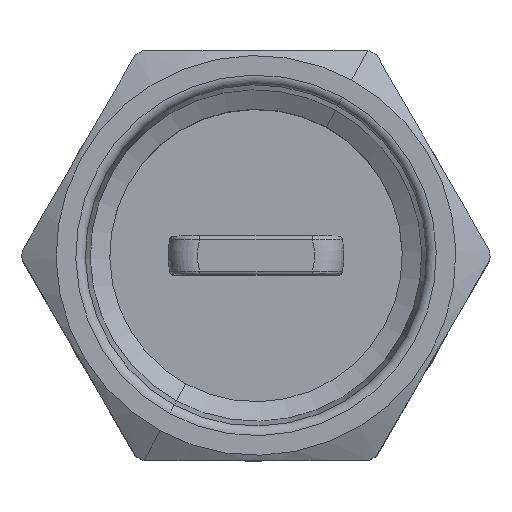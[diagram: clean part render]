
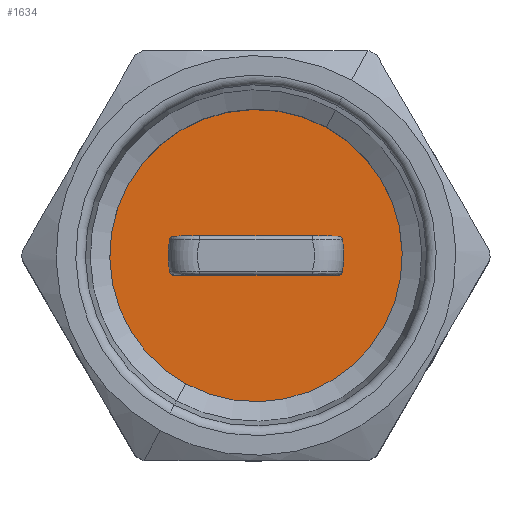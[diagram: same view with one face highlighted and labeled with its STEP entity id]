
A CAD part, top view. The second image highlights one B-rep face of the part: STEP entity #1634.
In plain terms, the highlighted planar face has unit normal (0, 0, 1).
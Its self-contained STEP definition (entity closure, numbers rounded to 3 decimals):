
#1000=CARTESIAN_POINT('Axis2P3D Location',(0.,0.,15.646)) ;
#1004=CARTESIAN_POINT('Vertex',(3.596,6.582,15.646)) ;
#1006=CARTESIAN_POINT('Vertex',(-3.596,-6.582,15.646)) ;
#1026=CARTESIAN_POINT('Axis2P3D Location',(0.,0.,15.646)) ;
#1493=CARTESIAN_POINT('Axis2P3D Location',(0.,0.,15.646)) ;
#1503=CARTESIAN_POINT('Control Point',(4.429,-0.836,15.646)) ;
#1504=CARTESIAN_POINT('Control Point',(4.427,-0.847,15.646)) ;
#1505=CARTESIAN_POINT('Control Point',(4.424,-0.858,15.646)) ;
#1506=CARTESIAN_POINT('Control Point',(4.42,-0.868,15.646)) ;
#1507=CARTESIAN_POINT('Control Point',(4.412,-0.889,15.646)) ;
#1508=CARTESIAN_POINT('Control Point',(4.4,-0.908,15.646)) ;
#1509=CARTESIAN_POINT('Control Point',(4.393,-0.918,15.646)) ;
#1510=CARTESIAN_POINT('Control Point',(4.379,-0.935,15.646)) ;
#1511=CARTESIAN_POINT('Control Point',(4.363,-0.951,15.646)) ;
#1512=CARTESIAN_POINT('Control Point',(4.354,-0.958,15.646)) ;
#1513=CARTESIAN_POINT('Control Point',(4.335,-0.971,15.646)) ;
#1514=CARTESIAN_POINT('Control Point',(4.315,-0.981,15.646)) ;
#1515=CARTESIAN_POINT('Control Point',(4.305,-0.986,15.646)) ;
#1516=CARTESIAN_POINT('Control Point',(4.284,-0.993,15.646)) ;
#1517=CARTESIAN_POINT('Control Point',(4.262,-0.998,15.646)) ;
#1518=CARTESIAN_POINT('Control Point',(4.251,-0.999,15.646)) ;
#1519=CARTESIAN_POINT('Control Point',(4.24,-1.,15.646)) ;
#1520=CARTESIAN_POINT('Control Point',(4.229,-1.,15.646)) ;
#1521=CARTESIAN_POINT('Vertex',(4.429,-0.836,15.646)) ;
#1523=CARTESIAN_POINT('Vertex',(4.229,-1.,15.646)) ;
#1526=CARTESIAN_POINT('Line Origine',(0.,-1.,15.646)) ;
#1530=CARTESIAN_POINT('Vertex',(-4.229,-1.,15.646)) ;
#1534=CARTESIAN_POINT('Control Point',(-4.429,-0.836,15.646)) ;
#1535=CARTESIAN_POINT('Control Point',(-4.427,-0.847,15.646)) ;
#1536=CARTESIAN_POINT('Control Point',(-4.424,-0.858,15.646)) ;
#1537=CARTESIAN_POINT('Control Point',(-4.42,-0.868,15.646)) ;
#1538=CARTESIAN_POINT('Control Point',(-4.412,-0.889,15.646)) ;
#1539=CARTESIAN_POINT('Control Point',(-4.4,-0.908,15.646)) ;
#1540=CARTESIAN_POINT('Control Point',(-4.393,-0.918,15.646)) ;
#1541=CARTESIAN_POINT('Control Point',(-4.379,-0.935,15.646)) ;
#1542=CARTESIAN_POINT('Control Point',(-4.363,-0.951,15.646)) ;
#1543=CARTESIAN_POINT('Control Point',(-4.354,-0.958,15.646)) ;
#1544=CARTESIAN_POINT('Control Point',(-4.335,-0.971,15.646)) ;
#1545=CARTESIAN_POINT('Control Point',(-4.315,-0.981,15.646)) ;
#1546=CARTESIAN_POINT('Control Point',(-4.305,-0.986,15.646)) ;
#1547=CARTESIAN_POINT('Control Point',(-4.284,-0.993,15.646)) ;
#1548=CARTESIAN_POINT('Control Point',(-4.262,-0.998,15.646)) ;
#1549=CARTESIAN_POINT('Control Point',(-4.251,-0.999,15.646)) ;
#1550=CARTESIAN_POINT('Control Point',(-4.24,-1.,15.646)) ;
#1551=CARTESIAN_POINT('Control Point',(-4.229,-1.,15.646)) ;
#1552=CARTESIAN_POINT('Vertex',(-4.429,-0.836,15.646)) ;
#1556=CARTESIAN_POINT('Control Point',(-4.429,0.836,15.646)) ;
#1557=CARTESIAN_POINT('Control Point',(-4.491,0.505,15.646)) ;
#1558=CARTESIAN_POINT('Control Point',(-4.523,0.169,15.646)) ;
#1559=CARTESIAN_POINT('Control Point',(-4.523,-0.169,15.646)) ;
#1560=CARTESIAN_POINT('Control Point',(-4.491,-0.505,15.646)) ;
#1561=CARTESIAN_POINT('Control Point',(-4.429,-0.836,15.646)) ;
#1562=CARTESIAN_POINT('Vertex',(-4.429,0.836,15.646)) ;
#1566=CARTESIAN_POINT('Control Point',(-4.429,0.836,15.646)) ;
#1567=CARTESIAN_POINT('Control Point',(-4.427,0.847,15.646)) ;
#1568=CARTESIAN_POINT('Control Point',(-4.424,0.858,15.646)) ;
#1569=CARTESIAN_POINT('Control Point',(-4.42,0.868,15.646)) ;
#1570=CARTESIAN_POINT('Control Point',(-4.412,0.889,15.646)) ;
#1571=CARTESIAN_POINT('Control Point',(-4.4,0.908,15.646)) ;
#1572=CARTESIAN_POINT('Control Point',(-4.393,0.918,15.646)) ;
#1573=CARTESIAN_POINT('Control Point',(-4.379,0.935,15.646)) ;
#1574=CARTESIAN_POINT('Control Point',(-4.363,0.951,15.646)) ;
#1575=CARTESIAN_POINT('Control Point',(-4.354,0.958,15.646)) ;
#1576=CARTESIAN_POINT('Control Point',(-4.335,0.971,15.646)) ;
#1577=CARTESIAN_POINT('Control Point',(-4.315,0.981,15.646)) ;
#1578=CARTESIAN_POINT('Control Point',(-4.305,0.986,15.646)) ;
#1579=CARTESIAN_POINT('Control Point',(-4.284,0.993,15.646)) ;
#1580=CARTESIAN_POINT('Control Point',(-4.262,0.998,15.646)) ;
#1581=CARTESIAN_POINT('Control Point',(-4.251,0.999,15.646)) ;
#1582=CARTESIAN_POINT('Control Point',(-4.24,1.,15.646)) ;
#1583=CARTESIAN_POINT('Control Point',(-4.229,1.,15.646)) ;
#1584=CARTESIAN_POINT('Vertex',(-4.229,1.,15.646)) ;
#1587=CARTESIAN_POINT('Line Origine',(0.,1.,15.646)) ;
#1591=CARTESIAN_POINT('Vertex',(4.229,1.,15.646)) ;
#1595=CARTESIAN_POINT('Control Point',(4.429,0.836,15.646)) ;
#1596=CARTESIAN_POINT('Control Point',(4.427,0.847,15.646)) ;
#1597=CARTESIAN_POINT('Control Point',(4.424,0.858,15.646)) ;
#1598=CARTESIAN_POINT('Control Point',(4.42,0.868,15.646)) ;
#1599=CARTESIAN_POINT('Control Point',(4.412,0.889,15.646)) ;
#1600=CARTESIAN_POINT('Control Point',(4.4,0.908,15.646)) ;
#1601=CARTESIAN_POINT('Control Point',(4.393,0.918,15.646)) ;
#1602=CARTESIAN_POINT('Control Point',(4.379,0.935,15.646)) ;
#1603=CARTESIAN_POINT('Control Point',(4.363,0.951,15.646)) ;
#1604=CARTESIAN_POINT('Control Point',(4.354,0.958,15.646)) ;
#1605=CARTESIAN_POINT('Control Point',(4.335,0.971,15.646)) ;
#1606=CARTESIAN_POINT('Control Point',(4.315,0.981,15.646)) ;
#1607=CARTESIAN_POINT('Control Point',(4.305,0.986,15.646)) ;
#1608=CARTESIAN_POINT('Control Point',(4.284,0.993,15.646)) ;
#1609=CARTESIAN_POINT('Control Point',(4.262,0.998,15.646)) ;
#1610=CARTESIAN_POINT('Control Point',(4.251,0.999,15.646)) ;
#1611=CARTESIAN_POINT('Control Point',(4.24,1.,15.646)) ;
#1612=CARTESIAN_POINT('Control Point',(4.229,1.,15.646)) ;
#1613=CARTESIAN_POINT('Vertex',(4.429,0.836,15.646)) ;
#1617=CARTESIAN_POINT('Control Point',(4.429,-0.836,15.646)) ;
#1618=CARTESIAN_POINT('Control Point',(4.491,-0.505,15.646)) ;
#1619=CARTESIAN_POINT('Control Point',(4.523,-0.169,15.646)) ;
#1620=CARTESIAN_POINT('Control Point',(4.523,0.169,15.646)) ;
#1621=CARTESIAN_POINT('Control Point',(4.491,0.505,15.646)) ;
#1622=CARTESIAN_POINT('Control Point',(4.429,0.836,15.646)) ;
#1001=DIRECTION('Axis2P3D Direction',(0.,0.,-1.)) ;
#1027=DIRECTION('Axis2P3D Direction',(0.,0.,-1.)) ;
#1494=DIRECTION('Axis2P3D Direction',(0.,0.,-1.)) ;
#1495=DIRECTION('Axis2P3D XDirection',(1.,0.,0.)) ;
#1527=DIRECTION('Vector Direction',(1.,0.,0.)) ;
#1588=DIRECTION('Vector Direction',(1.,0.,0.)) ;
#1002=AXIS2_PLACEMENT_3D('Circle Axis2P3D',#1000,#1001,$) ;
#1028=AXIS2_PLACEMENT_3D('Circle Axis2P3D',#1026,#1027,$) ;
#1496=AXIS2_PLACEMENT_3D('Plane Axis2P3D',#1493,#1494,#1495) ;
#1499=ORIENTED_EDGE('',*,*,#1030,.F.) ;
#1500=ORIENTED_EDGE('',*,*,#1008,.F.) ;
#1625=ORIENTED_EDGE('',*,*,#1525,.T.) ;
#1626=ORIENTED_EDGE('',*,*,#1532,.F.) ;
#1627=ORIENTED_EDGE('',*,*,#1554,.F.) ;
#1628=ORIENTED_EDGE('',*,*,#1564,.F.) ;
#1629=ORIENTED_EDGE('',*,*,#1586,.T.) ;
#1630=ORIENTED_EDGE('',*,*,#1593,.T.) ;
#1631=ORIENTED_EDGE('',*,*,#1615,.F.) ;
#1632=ORIENTED_EDGE('',*,*,#1623,.F.) ;
#1633=FACE_BOUND('',#1624,.T.) ;
#1528=VECTOR('Line Direction',#1527,1.) ;
#1589=VECTOR('Line Direction',#1588,1.) ;
#1634=ADVANCED_FACE('PartBody',(#1501,#1633),#1497,.F.) ;
#1502=B_SPLINE_CURVE_WITH_KNOTS('',5,(#1503,#1504,#1505,#1506,#1507,#1508,#1509,#1510,#1511,#1512,#1513,#1514,#1515,#1516,#1517,#1518,#1519,#1520),.UNSPECIFIED.,.F.,.U.,(6,3,3,3,3,6),(0.,0.069,0.14,0.211,0.281,0.35),.UNSPECIFIED.) ;
#1533=B_SPLINE_CURVE_WITH_KNOTS('',5,(#1534,#1535,#1536,#1537,#1538,#1539,#1540,#1541,#1542,#1543,#1544,#1545,#1546,#1547,#1548,#1549,#1550,#1551),.UNSPECIFIED.,.F.,.U.,(6,3,3,3,3,6),(0.,0.069,0.14,0.211,0.281,0.35),.UNSPECIFIED.) ;
#1555=B_SPLINE_CURVE_WITH_KNOTS('',5,(#1556,#1557,#1558,#1559,#1560,#1561),.UNSPECIFIED.,.F.,.U.,(6,6),(0.004,2.433),.UNSPECIFIED.) ;
#1565=B_SPLINE_CURVE_WITH_KNOTS('',5,(#1566,#1567,#1568,#1569,#1570,#1571,#1572,#1573,#1574,#1575,#1576,#1577,#1578,#1579,#1580,#1581,#1582,#1583),.UNSPECIFIED.,.F.,.U.,(6,3,3,3,3,6),(0.,0.069,0.14,0.211,0.281,0.35),.UNSPECIFIED.) ;
#1594=B_SPLINE_CURVE_WITH_KNOTS('',5,(#1595,#1596,#1597,#1598,#1599,#1600,#1601,#1602,#1603,#1604,#1605,#1606,#1607,#1608,#1609,#1610,#1611,#1612),.UNSPECIFIED.,.F.,.U.,(6,3,3,3,3,6),(0.,0.069,0.14,0.211,0.281,0.35),.UNSPECIFIED.) ;
#1616=B_SPLINE_CURVE_WITH_KNOTS('',5,(#1617,#1618,#1619,#1620,#1621,#1622),.UNSPECIFIED.,.F.,.U.,(6,6),(0.005,2.434),.UNSPECIFIED.) ;
#1003=CIRCLE('generated circle',#1002,7.5) ;
#1029=CIRCLE('generated circle',#1028,7.5) ;
#1008=EDGE_CURVE('',#1005,#1007,#1003,.T.) ;
#1030=EDGE_CURVE('',#1007,#1005,#1029,.T.) ;
#1525=EDGE_CURVE('',#1522,#1524,#1502,.T.) ;
#1532=EDGE_CURVE('',#1531,#1524,#1529,.T.) ;
#1554=EDGE_CURVE('',#1553,#1531,#1533,.T.) ;
#1564=EDGE_CURVE('',#1563,#1553,#1555,.T.) ;
#1586=EDGE_CURVE('',#1563,#1585,#1565,.T.) ;
#1593=EDGE_CURVE('',#1585,#1592,#1590,.T.) ;
#1615=EDGE_CURVE('',#1614,#1592,#1594,.T.) ;
#1623=EDGE_CURVE('',#1522,#1614,#1616,.T.) ;
#1498=EDGE_LOOP('',(#1499,#1500)) ;
#1624=EDGE_LOOP('',(#1625,#1626,#1627,#1628,#1629,#1630,#1631,#1632)) ;
#1501=FACE_OUTER_BOUND('',#1498,.T.) ;
#1529=LINE('Line',#1526,#1528) ;
#1590=LINE('Line',#1587,#1589) ;
#1497=PLANE('',#1496) ;
#1005=VERTEX_POINT('',#1004) ;
#1007=VERTEX_POINT('',#1006) ;
#1522=VERTEX_POINT('',#1521) ;
#1524=VERTEX_POINT('',#1523) ;
#1531=VERTEX_POINT('',#1530) ;
#1553=VERTEX_POINT('',#1552) ;
#1563=VERTEX_POINT('',#1562) ;
#1585=VERTEX_POINT('',#1584) ;
#1592=VERTEX_POINT('',#1591) ;
#1614=VERTEX_POINT('',#1613) ;
